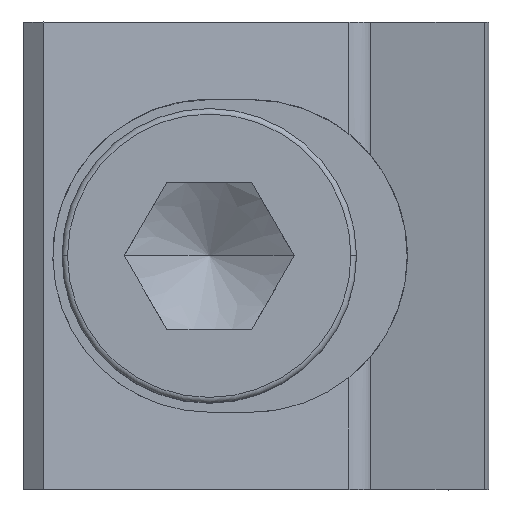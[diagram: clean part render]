
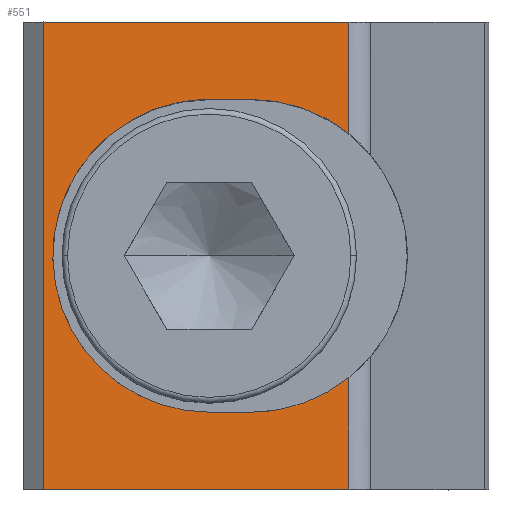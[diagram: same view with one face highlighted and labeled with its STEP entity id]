
A CAD part, top view. The second image highlights one B-rep face of the part: STEP entity #551.
In plain terms, the highlighted planar face has unit normal (0.108, 0, 0.994).
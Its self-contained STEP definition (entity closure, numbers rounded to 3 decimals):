
#401=VERTEX_POINT('',#1021);
#419=EDGE_CURVE('',#401,#649,#1041,.T.);
#551=ADVANCED_FACE('',(#1187),#1188,.T.);
#589=EDGE_CURVE('',#899,#619,#1231,.T.);
#615=EDGE_CURVE('',#759,#649,#1263,.T.);
#619=VERTEX_POINT('',#1267);
#625=EDGE_CURVE('',#877,#635,#1273,.T.);
#635=VERTEX_POINT('',#1283);
#649=VERTEX_POINT('',#1298);
#673=EDGE_CURVE('',#871,#849,#1324,.T.);
#689=EDGE_CURVE('',#619,#759,#1340,.T.);
#707=EDGE_CURVE('',#635,#857,#1362,.T.);
#759=VERTEX_POINT('',#1425);
#783=EDGE_CURVE('',#401,#877,#1450,.T.);
#833=EDGE_CURVE('',#857,#871,#1506,.T.);
#849=VERTEX_POINT('',#1522);
#857=VERTEX_POINT('',#1530);
#871=VERTEX_POINT('',#1544);
#873=EDGE_CURVE('',#849,#899,#1546,.T.);
#877=VERTEX_POINT('',#1550);
#899=VERTEX_POINT('',#1574);
#1021=CARTESIAN_POINT('',(7.592,-6.619,15.988));
#1041=LINE('',#1775,#1776);
#1187=FACE_OUTER_BOUND('',#1996,.T.);
#1188=PLANE('',#1997);
#1231=LINE('',#2050,#2051);
#1263=LINE('',#2094,#2095);
#1267=CARTESIAN_POINT('',(-9.03,12.7,17.8));
#1273=LINE('',#2111,#2112);
#1283=CARTESIAN_POINT('',(0.,-8.5,16.816));
#1298=CARTESIAN_POINT('',(7.592,-12.7,15.988));
#1324=ELLIPSE('',#2187,8.55,8.5);
#1340=LINE('',#2211,#2212);
#1362=ELLIPSE('',#2246,8.55,8.5);
#1425=CARTESIAN_POINT('',(-9.03,-12.7,17.8));
#1450=ELLIPSE('',#2374,8.55,8.5);
#1506=LINE('',#2461,#2462);
#1522=CARTESIAN_POINT('',(7.592,6.619,15.988));
#1530=CARTESIAN_POINT('',(0.,8.5,16.816));
#1544=CARTESIAN_POINT('',(2.26,8.5,16.569));
#1546=LINE('',#2526,#2527);
#1550=CARTESIAN_POINT('',(2.26,-8.5,16.569));
#1574=CARTESIAN_POINT('',(7.592,12.7,15.988));
#1775=CARTESIAN_POINT('',(7.592,0.,15.988));
#1776=VECTOR('',#2704,1.0);
#1996=EDGE_LOOP('',(#2881,#2882,#2883,#2884,#2885,#2886,#2887,#2888,#2889,#2890));
#1997=AXIS2_PLACEMENT_3D('',#2891,#2892,#2893);
#2050=CARTESIAN_POINT('',(7.592,12.7,15.988));
#2051=VECTOR('',#2952,1.0);
#2094=CARTESIAN_POINT('',(7.592,-12.7,15.988));
#2095=VECTOR('',#3011,1.0);
#2111=CARTESIAN_POINT('',(-2.87,-8.5,17.128));
#2112=VECTOR('',#3017,1.0);
#2187=AXIS2_PLACEMENT_3D('',#3062,#3063,#3064);
#2211=CARTESIAN_POINT('',(-9.03,0.,17.8));
#2212=VECTOR('',#3076,1.0);
#2246=AXIS2_PLACEMENT_3D('',#3109,#3110,#3111);
#2374=AXIS2_PLACEMENT_3D('',#3228,#3229,#3230);
#2461=CARTESIAN_POINT('',(4.325,8.5,16.344));
#2462=VECTOR('',#3311,1.0);
#2526=CARTESIAN_POINT('',(7.592,0.,15.988));
#2527=VECTOR('',#3327,1.0);
#2704=DIRECTION('',(0.0,-1.0,0.));
#2881=ORIENTED_EDGE('',*,*,#707,.T.);
#2882=ORIENTED_EDGE('',*,*,#833,.T.);
#2883=ORIENTED_EDGE('',*,*,#673,.T.);
#2884=ORIENTED_EDGE('',*,*,#873,.T.);
#2885=ORIENTED_EDGE('',*,*,#589,.T.);
#2886=ORIENTED_EDGE('',*,*,#689,.T.);
#2887=ORIENTED_EDGE('',*,*,#615,.T.);
#2888=ORIENTED_EDGE('',*,*,#419,.F.);
#2889=ORIENTED_EDGE('',*,*,#783,.T.);
#2890=ORIENTED_EDGE('',*,*,#625,.T.);
#2891=CARTESIAN_POINT('',(-9.03,0.,17.8));
#2892=DIRECTION('',(0.108,0.,0.994));
#2893=DIRECTION('',(0.0,-1.0,0.));
#2952=DIRECTION('',(-0.994,0.,0.108));
#3011=DIRECTION('',(0.994,0.,-0.108));
#3017=DIRECTION('',(-0.994,0.0,0.108));
#3062=CARTESIAN_POINT('',(2.26,0.0,16.569));
#3063=DIRECTION('',(-0.108,0.,-0.994));
#3064=DIRECTION('',(0.994,0.0,-0.108));
#3076=DIRECTION('',(0.0,-1.0,0.));
#3109=CARTESIAN_POINT('',(0.,0.0,16.816));
#3110=DIRECTION('',(-0.108,0.,-0.994));
#3111=DIRECTION('',(-0.994,0.0,0.108));
#3228=CARTESIAN_POINT('',(2.26,0.0,16.569));
#3229=DIRECTION('',(-0.108,0.,-0.994));
#3230=DIRECTION('',(0.994,0.0,-0.108));
#3311=DIRECTION('',(0.994,0.0,-0.108));
#3327=DIRECTION('',(0.0,1.0,0.));
